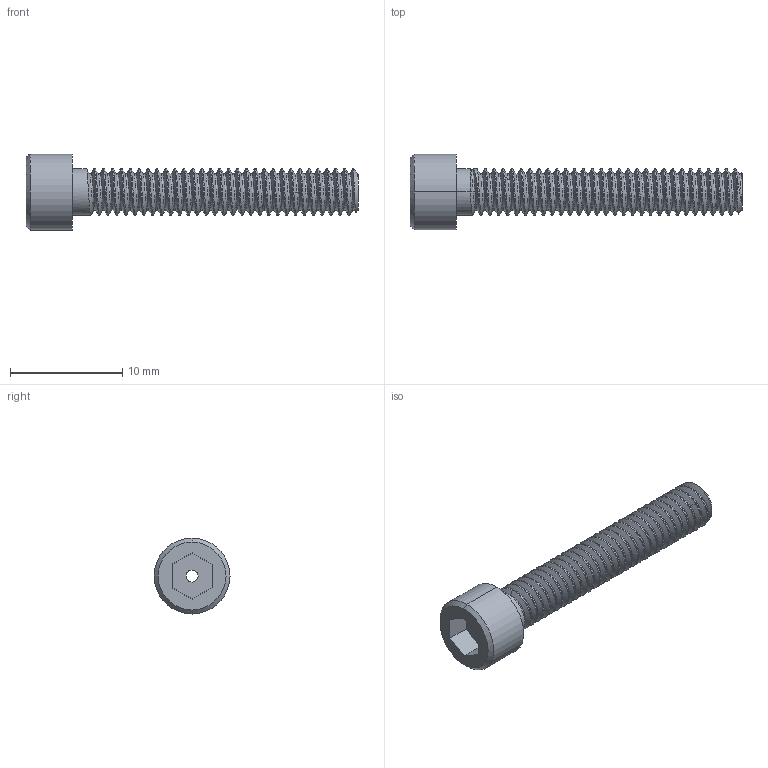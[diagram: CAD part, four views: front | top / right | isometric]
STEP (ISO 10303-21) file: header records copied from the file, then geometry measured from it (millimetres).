
FILE_DESCRIPTION((''),'2;1');
FILE_NAME('001_SOCKET_HEAD_INCH_ASM','2023-11-02T',('SYSTEM'),(''),'PRO/ENGINEER BY PARAMETRIC TECHNOLOGY CORPORATION, 2016360','PRO/ENGINEER BY PARAMETRIC TECHNOLOGY CORPORATION, 2016360','');
FILE_SCHEMA(('AUTOMOTIVE_DESIGN { 1 0 10303 214 1 1 1 1 }'));
Length unit declared in the file: inch
Products named in the file (2): C-U164_AF0; 001_SOCKET_HEAD_INCH_ASM
Assembly tree (1 placements, depth 2):
  001_SOCKET_HEAD_INCH_ASM
    C-U164_AF0
Bounding box: 29.51 x 6.76 x 6.76 mm (x, y, z)
Volume: 373.5 mm3; surface area: 747.8 mm2
Topology: 1 solids, 1 shells, 104 faces, 278 edges, 178 vertices
Faces by surface type: cylinder 64, bspline 27, plane 10, cone 3
Entity records: 10848 total; most frequent: CARTESIAN_POINT 8447, ORIENTED_EDGE 556, DIRECTION 290, EDGE_CURVE 278, VERTEX_POINT 178, B_SPLINE_CURVE_WITH_KNOTS 163, COLOUR_RGB 110, EDGE_LOOP 108
